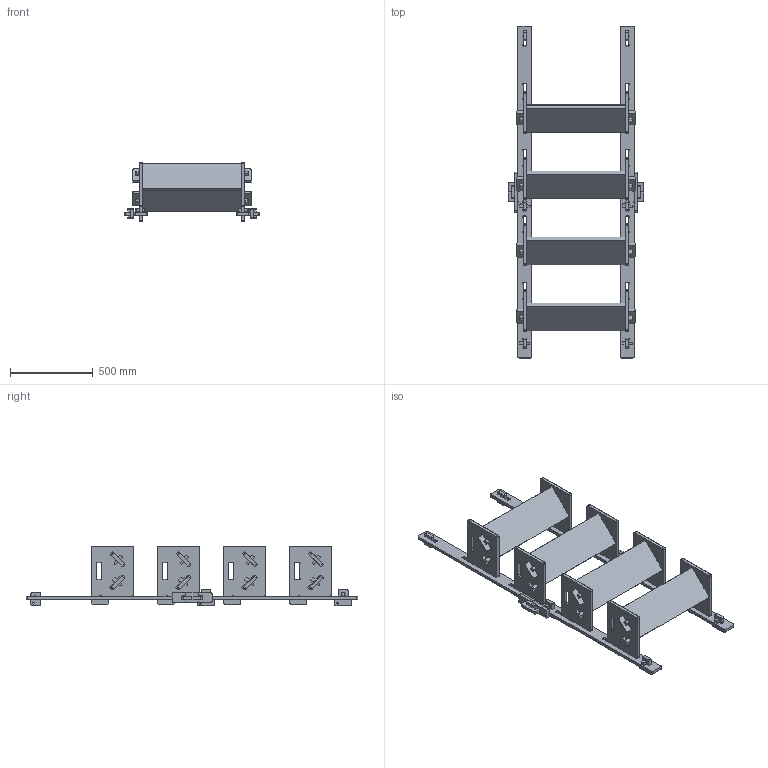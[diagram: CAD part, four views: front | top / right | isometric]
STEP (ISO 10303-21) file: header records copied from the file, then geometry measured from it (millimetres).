
FILE_DESCRIPTION (( 'STEP AP214' ), '1' );
FILE_NAME ('Growall083D.STEP', '2015-05-05T00:36:21', ( '' ), ( '' ), 'SwSTEP 2.0', 'SolidWorks 2013', '' );
FILE_SCHEMA (( 'AUTOMOTIVE_DESIGN' ));
Length unit declared in the file: inch
Products named in the file (11): BEDS_SUPPORT TOP A; WEDGE; SIDE RAIL UP; LOCKP2; PLANT BED Part3A; LOCKP1; PLANT BED Part1V3; Growall083D; SIDE RAIL DOWN; PLANT BED Part2BV3; PLANT BED PEGB_V3
Assembly tree (50 placements, depth 2):
  Growall083D
    SIDE RAIL DOWN  x2
    SIDE RAIL UP  x2
    LOCKP1  x2
    LOCKP2  x2
    BEDS_SUPPORT TOP A  x2
    PLANT BED Part3A  x8
    PLANT BED Part2BV3  x4
    PLANT BED Part1V3  x4
    PLANT BED PEGB_V3  x4
    WEDGE  x20
Bounding box: 819.07 x 2000 x 358.93 mm (x, y, z)
Volume: 48774880.4 mm3; surface area: 6455419.5 mm2
Topology: 58 solids, 58 shells, 1638 faces, 4566 edges, 3044 vertices
Faces by surface type: plane 912, cylinder 726
Entity records: 13852 total; most frequent: DIRECTION 2393, CARTESIAN_POINT 2318, ORIENTED_EDGE 2238, EDGE_CURVE 1119, AXIS2_PLACEMENT_3D 829, VERTEX_POINT 746, LINE 735, VECTOR 735
